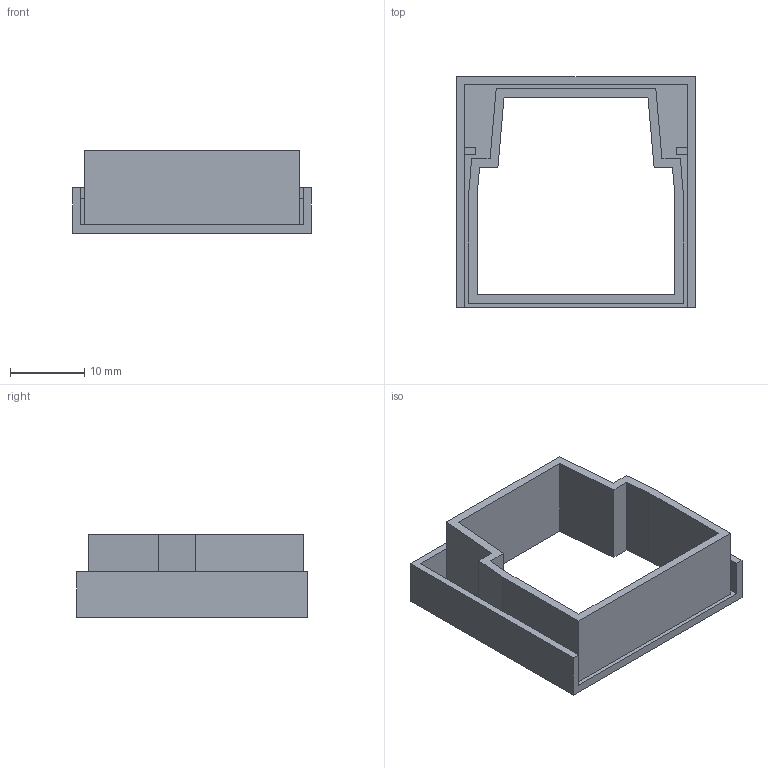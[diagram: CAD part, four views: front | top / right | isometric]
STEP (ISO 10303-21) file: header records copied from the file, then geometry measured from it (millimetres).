
FILE_DESCRIPTION (( 'STEP AP214' ), '1' );
FILE_NAME ('6249746.STEP', '2024-05-29T12:07:33', ( '' ), ( '' ), 'SwSTEP 2.0', 'SolidWorks 2022', '' );
FILE_SCHEMA (( 'AUTOMOTIVE_DESIGN' ));
Length unit declared in the file: millimetre
Products named in the file (1): 6249746
Bounding box: 32.1 x 31 x 11.15 mm (x, y, z)
Volume: 2123.6 mm3; surface area: 4091.3 mm2
Topology: 1 solids, 1 shells, 39 faces, 108 edges, 72 vertices
Faces by surface type: plane 39
Entity records: 1689 total; most frequent: CARTESIAN_POINT 220, ORIENTED_EDGE 216, DIRECTION 188, LINE 108, VECTOR 108, EDGE_CURVE 108, VERTEX_POINT 72, UNCERTAINTY_MEASURE_WITH_UNIT 42
